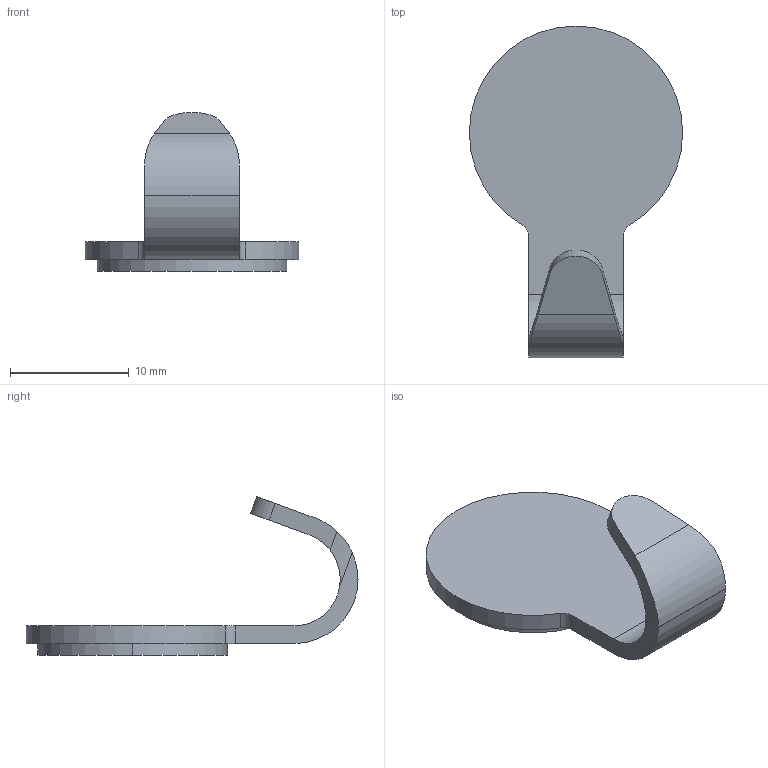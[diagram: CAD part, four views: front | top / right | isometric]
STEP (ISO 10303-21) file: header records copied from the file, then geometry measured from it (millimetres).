
FILE_DESCRIPTION(('Creo Elements/Direct Modeling STEP Export'),'2;1');
FILE_NAME('2321.stp','2022-05-04T10:02:07',(''),(''),'Creo Elements/Direct Modeling STEP processor for AP214 (Solid Model)','Creo Elements/Direct Modeling 20.0 12-Nov-2016 (C) Parametric Technology GmbH','');
FILE_SCHEMA(('AUTOMOTIVE_DESIGN { 1 0 10303 214 1 1 1 1 }'));
Length unit declared in the file: millimetre
Products named in the file (3): tape; Haken_18; NI-9215
Assembly tree (2 placements, depth 2):
  NI-9215
    Haken_18
    tape
Bounding box: 18 x 28 x 13.4 mm (x, y, z)
Volume: 833 mm3; surface area: 1443.5 mm2
Topology: 2 solids, 2 shells, 24 faces, 60 edges, 40 vertices
Faces by surface type: plane 12, cylinder 12
Entity records: 970 total; most frequent: CARTESIAN_POINT 308, DIRECTION 128, ORIENTED_EDGE 120, EDGE_CURVE 60, AXIS2_PLACEMENT_3D 49, VERTEX_POINT 40, VECTOR 30, LINE 30
